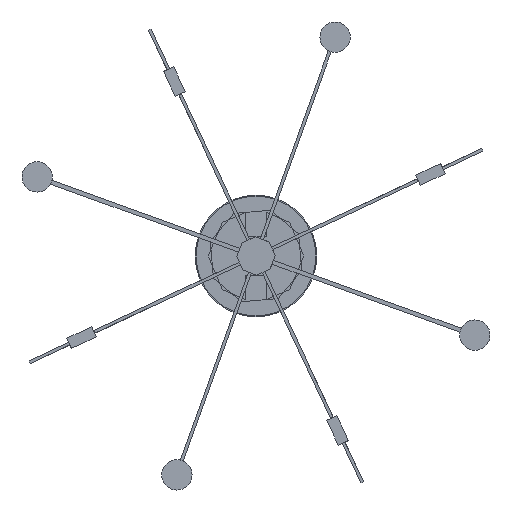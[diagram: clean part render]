
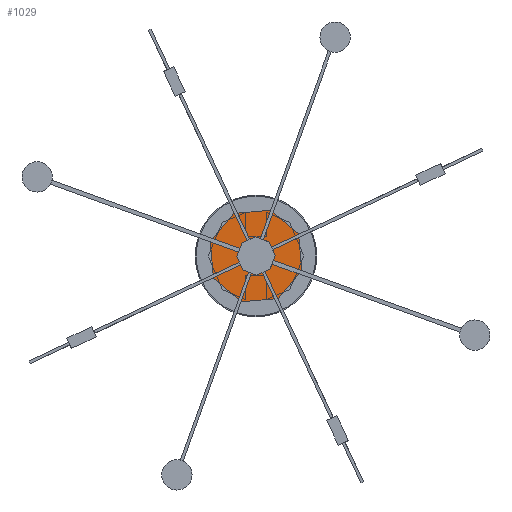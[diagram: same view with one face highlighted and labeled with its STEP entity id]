
A CAD part, front view. The second image highlights one B-rep face of the part: STEP entity #1029.
In plain terms, the highlighted planar face has unit normal (0, -1, 0).
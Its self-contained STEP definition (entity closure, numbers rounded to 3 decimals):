
#11 = CARTESIAN_POINT ( 'NONE',  ( 12.765, -0.3, 13.995 ) ) ;
#21 = LINE ( 'NONE', #2255, #612 ) ;
#102 = DIRECTION ( 'NONE',  ( -0.34, 0., -0.94 ) ) ;
#106 = LINE ( 'NONE', #1267, #3999 ) ;
#114 = VERTEX_POINT ( 'NONE', #1743 ) ;
#134 = FACE_OUTER_BOUND ( 'NONE', #3158, .T. ) ;
#149 = ORIENTED_EDGE ( 'NONE', *, *, #3170, .F. ) ;
#227 = CARTESIAN_POINT ( 'NONE',  ( -14.136, -0.3, -45.198 ) ) ;
#252 = CARTESIAN_POINT ( 'NONE',  ( 45.198, -0.3, -14.136 ) ) ;
#257 = VECTOR ( 'NONE', #1636, 1000. ) ;
#259 = VECTOR ( 'NONE', #2844, 1000. ) ;
#378 = DIRECTION ( 'NONE',  ( 0., 0., -1. ) ) ;
#408 = DIRECTION ( 'NONE',  ( -0.425, 0., 0.905 ) ) ;
#417 = ORIENTED_EDGE ( 'NONE', *, *, #3486, .T. ) ;
#448 = EDGE_CURVE ( 'NONE', #3726, #3159, #3298, .T. ) ;
#479 = CARTESIAN_POINT ( 'NONE',  ( 18.922, -0.3, 0.87 ) ) ;
#488 = VERTEX_POINT ( 'NONE', #2941 ) ;
#565 = CARTESIAN_POINT ( 'NONE',  ( -21.964, -0.3, 41.955 ) ) ;
#583 = EDGE_CURVE ( 'NONE', #3374, #114, #708, .T. ) ;
#612 = VECTOR ( 'NONE', #3552, 1000. ) ;
#633 = CARTESIAN_POINT ( 'NONE',  ( -41.955, -0.3, -21.964 ) ) ;
#687 = DIRECTION ( 'NONE',  ( 0.905, 0., 0.425 ) ) ;
#708 = LINE ( 'NONE', #756, #1494 ) ;
#756 = CARTESIAN_POINT ( 'NONE',  ( -12.765, -0.3, -13.995 ) ) ;
#796 = LINE ( 'NONE', #479, #2992 ) ;
#860 = CARTESIAN_POINT ( 'NONE',  ( -13.995, -0.3, 12.765 ) ) ;
#870 = EDGE_CURVE ( 'NONE', #3159, #1474, #4184, .T. ) ;
#912 = ORIENTED_EDGE ( 'NONE', *, *, #2999, .F. ) ;
#949 = VECTOR ( 'NONE', #4131, 1000. ) ;
#986 = VERTEX_POINT ( 'NONE', #2669 ) ;
#1029 = ADVANCED_FACE ( 'NONE', ( #2100, #134 ), #2057, .T. ) ;
#1091 = LINE ( 'NONE', #860, #1217 ) ;
#1149 = ORIENTED_EDGE ( 'NONE', *, *, #583, .F. ) ;
#1192 = CARTESIAN_POINT ( 'NONE',  ( 13.995, -0.3, -12.765 ) ) ;
#1202 = EDGE_CURVE ( 'NONE', #1680, #2475, #4002, .T. ) ;
#1210 = CARTESIAN_POINT ( 'NONE',  ( 21.964, -0.3, -41.955 ) ) ;
#1211 = VERTEX_POINT ( 'NONE', #3095 ) ;
#1217 = VECTOR ( 'NONE', #102, 1000. ) ;
#1261 = EDGE_CURVE ( 'NONE', #3828, #3374, #3662, .T. ) ;
#1267 = CARTESIAN_POINT ( 'NONE',  ( 21.964, -0.3, -41.955 ) ) ;
#1296 = CARTESIAN_POINT ( 'NONE',  ( 45.198, -0.3, -14.136 ) ) ;
#1299 = VERTEX_POINT ( 'NONE', #1210 ) ;
#1301 = CARTESIAN_POINT ( 'NONE',  ( -45.198, -0.3, 14.136 ) ) ;
#1325 = EDGE_CURVE ( 'NONE', #3263, #1666, #4099, .T. ) ;
#1330 = DIRECTION ( 'NONE',  ( -0.94, 0., 0.34 ) ) ;
#1343 = CARTESIAN_POINT ( 'NONE',  ( 0.87, -0.3, -18.922 ) ) ;
#1362 = DIRECTION ( 'NONE',  ( 0.089, 0., -0.996 ) ) ;
#1372 = LINE ( 'NONE', #11, #4224 ) ;
#1462 = EDGE_CURVE ( 'NONE', #1299, #3726, #106, .T. ) ;
#1474 = VERTEX_POINT ( 'NONE', #1952 ) ;
#1489 = EDGE_CURVE ( 'NONE', #2709, #3478, #2348, .T. ) ;
#1494 = VECTOR ( 'NONE', #3317, 1000. ) ;
#1511 = ORIENTED_EDGE ( 'NONE', *, *, #448, .T. ) ;
#1601 = CARTESIAN_POINT ( 'NONE',  ( 14.136, -0.3, 45.198 ) ) ;
#1617 = VECTOR ( 'NONE', #3324, 1000. ) ;
#1631 = VECTOR ( 'NONE', #687, 1000. ) ;
#1636 = DIRECTION ( 'NONE',  ( 0.768, 0., -0.641 ) ) ;
#1666 = VERTEX_POINT ( 'NONE', #3125 ) ;
#1673 = CARTESIAN_POINT ( 'NONE',  ( -18.922, -0.3, -0.87 ) ) ;
#1680 = VERTEX_POINT ( 'NONE', #565 ) ;
#1711 = DIRECTION ( 'NONE',  ( 0., -1., 0. ) ) ;
#1730 = ORIENTED_EDGE ( 'NONE', *, *, #1261, .F. ) ;
#1743 = CARTESIAN_POINT ( 'NONE',  ( 0.87, -0.3, -18.922 ) ) ;
#1754 = CARTESIAN_POINT ( 'NONE',  ( 0., -0.3, 0. ) ) ;
#1925 = LINE ( 'NONE', #1601, #259 ) ;
#1947 = DIRECTION ( 'NONE',  ( -0.768, 0., 0.641 ) ) ;
#1952 = CARTESIAN_POINT ( 'NONE',  ( 14.136, -0.3, 45.198 ) ) ;
#1973 = LINE ( 'NONE', #1343, #1631 ) ;
#1975 = ORIENTED_EDGE ( 'NONE', *, *, #2187, .T. ) ;
#1995 = EDGE_CURVE ( 'NONE', #1211, #3828, #1091, .T. ) ;
#2057 = PLANE ( 'NONE',  #4142 ) ;
#2100 = FACE_BOUND ( 'NONE', #3031, .T. ) ;
#2187 = EDGE_CURVE ( 'NONE', #1474, #1680, #1925, .T. ) ;
#2255 = CARTESIAN_POINT ( 'NONE',  ( -0.87, -0.3, 18.922 ) ) ;
#2348 = LINE ( 'NONE', #633, #257 ) ;
#2417 = ORIENTED_EDGE ( 'NONE', *, *, #1325, .F. ) ;
#2475 = VERTEX_POINT ( 'NONE', #2703 ) ;
#2545 = ORIENTED_EDGE ( 'NONE', *, *, #1995, .F. ) ;
#2632 = DIRECTION ( 'NONE',  ( -0.089, 0., 0.996 ) ) ;
#2669 = CARTESIAN_POINT ( 'NONE',  ( -0.87, -0.3, 18.922 ) ) ;
#2703 = CARTESIAN_POINT ( 'NONE',  ( -45.198, -0.3, 14.136 ) ) ;
#2705 = VECTOR ( 'NONE', #2819, 1000. ) ;
#2709 = VERTEX_POINT ( 'NONE', #3283 ) ;
#2749 = CARTESIAN_POINT ( 'NONE',  ( -21.964, -0.3, 41.955 ) ) ;
#2819 = DIRECTION ( 'NONE',  ( 0.425, 0., -0.905 ) ) ;
#2834 = LINE ( 'NONE', #227, #949 ) ;
#2844 = DIRECTION ( 'NONE',  ( -0.996, 0., -0.089 ) ) ;
#2861 = VECTOR ( 'NONE', #2632, 1000. ) ;
#2941 = CARTESIAN_POINT ( 'NONE',  ( 12.765, -0.3, 13.995 ) ) ;
#2980 = ORIENTED_EDGE ( 'NONE', *, *, #1489, .T. ) ;
#2983 = CARTESIAN_POINT ( 'NONE',  ( -14.136, -0.3, -45.198 ) ) ;
#2992 = VECTOR ( 'NONE', #408, 1000. ) ;
#2999 = EDGE_CURVE ( 'NONE', #986, #1211, #21, .T. ) ;
#3008 = EDGE_CURVE ( 'NONE', #114, #3263, #1973, .T. ) ;
#3031 = EDGE_LOOP ( 'NONE', ( #2545, #912, #3079, #149, #2417, #3531, #1149, #1730 ) ) ;
#3079 = ORIENTED_EDGE ( 'NONE', *, *, #3838, .F. ) ;
#3095 = CARTESIAN_POINT ( 'NONE',  ( -13.995, -0.3, 12.765 ) ) ;
#3121 = VECTOR ( 'NONE', #1947, 1000. ) ;
#3125 = CARTESIAN_POINT ( 'NONE',  ( 18.922, -0.3, 0.87 ) ) ;
#3158 = EDGE_LOOP ( 'NONE', ( #1975, #3746, #417, #2980, #3237, #3640, #1511, #3836 ) ) ;
#3159 = VERTEX_POINT ( 'NONE', #4019 ) ;
#3170 = EDGE_CURVE ( 'NONE', #1666, #488, #796, .T. ) ;
#3185 = VECTOR ( 'NONE', #4171, 1000. ) ;
#3237 = ORIENTED_EDGE ( 'NONE', *, *, #4067, .T. ) ;
#3249 = CARTESIAN_POINT ( 'NONE',  ( 41.955, -0.3, 21.964 ) ) ;
#3263 = VERTEX_POINT ( 'NONE', #3405 ) ;
#3283 = CARTESIAN_POINT ( 'NONE',  ( -41.955, -0.3, -21.964 ) ) ;
#3298 = LINE ( 'NONE', #1296, #2861 ) ;
#3317 = DIRECTION ( 'NONE',  ( 0.94, 0., -0.34 ) ) ;
#3324 = DIRECTION ( 'NONE',  ( -0.641, 0., -0.768 ) ) ;
#3349 = CARTESIAN_POINT ( 'NONE',  ( -18.922, -0.3, -0.87 ) ) ;
#3374 = VERTEX_POINT ( 'NONE', #4197 ) ;
#3405 = CARTESIAN_POINT ( 'NONE',  ( 13.995, -0.3, -12.765 ) ) ;
#3478 = VERTEX_POINT ( 'NONE', #2983 ) ;
#3486 = EDGE_CURVE ( 'NONE', #2475, #2709, #4223, .T. ) ;
#3531 = ORIENTED_EDGE ( 'NONE', *, *, #3008, .F. ) ;
#3552 = DIRECTION ( 'NONE',  ( -0.905, 0., -0.425 ) ) ;
#3640 = ORIENTED_EDGE ( 'NONE', *, *, #1462, .T. ) ;
#3662 = LINE ( 'NONE', #3349, #2705 ) ;
#3726 = VERTEX_POINT ( 'NONE', #252 ) ;
#3746 = ORIENTED_EDGE ( 'NONE', *, *, #1202, .T. ) ;
#3828 = VERTEX_POINT ( 'NONE', #1673 ) ;
#3836 = ORIENTED_EDGE ( 'NONE', *, *, #870, .T. ) ;
#3838 = EDGE_CURVE ( 'NONE', #488, #986, #1372, .T. ) ;
#3988 = DIRECTION ( 'NONE',  ( 0.641, 0., 0.768 ) ) ;
#3999 = VECTOR ( 'NONE', #3988, 1000. ) ;
#4002 = LINE ( 'NONE', #2749, #1617 ) ;
#4019 = CARTESIAN_POINT ( 'NONE',  ( 41.955, -0.3, 21.964 ) ) ;
#4067 = EDGE_CURVE ( 'NONE', #3478, #1299, #2834, .T. ) ;
#4099 = LINE ( 'NONE', #1192, #3185 ) ;
#4131 = DIRECTION ( 'NONE',  ( 0.996, 0., 0.089 ) ) ;
#4142 = AXIS2_PLACEMENT_3D ( 'NONE', #1754, #1711, #378 ) ;
#4158 = VECTOR ( 'NONE', #1362, 1000. ) ;
#4171 = DIRECTION ( 'NONE',  ( 0.34, 0., 0.94 ) ) ;
#4184 = LINE ( 'NONE', #3249, #3121 ) ;
#4197 = CARTESIAN_POINT ( 'NONE',  ( -12.765, -0.3, -13.995 ) ) ;
#4223 = LINE ( 'NONE', #1301, #4158 ) ;
#4224 = VECTOR ( 'NONE', #1330, 1000. ) ;
